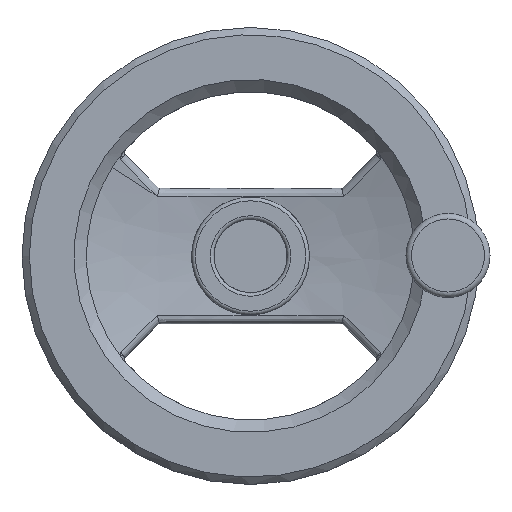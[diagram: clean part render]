
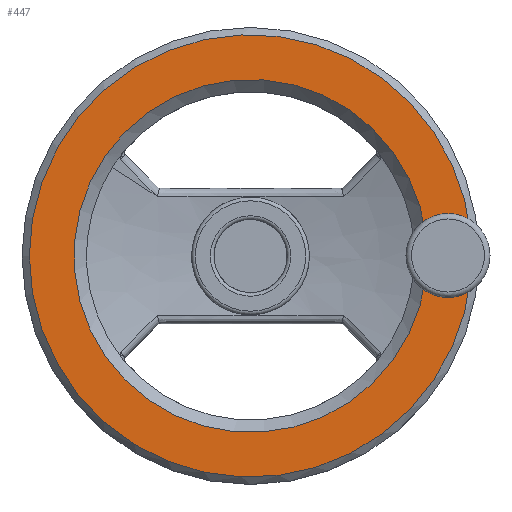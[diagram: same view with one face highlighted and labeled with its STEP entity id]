
A CAD part, top view. The second image highlights one B-rep face of the part: STEP entity #447.
In plain terms, the highlighted planar face has unit normal (0, 0, 1).
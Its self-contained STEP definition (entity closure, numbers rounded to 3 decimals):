
#447 = ADVANCED_FACE( '', ( #981 ), #982, .F. );
#981 = FACE_OUTER_BOUND( '', #3550, .T. );
#982 = PLANE( '', #3551 );
#3550 = EDGE_LOOP( '', ( #5044, #5045, #5046, #5047 ) );
#3551 = AXIS2_PLACEMENT_3D( '', #5048, #5049, #5050 );
#5044 = ORIENTED_EDGE( '', *, *, #5525, .T. );
#5045 = ORIENTED_EDGE( '', *, *, #5517, .F. );
#5046 = ORIENTED_EDGE( '', *, *, #5523, .T. );
#5047 = ORIENTED_EDGE( '', *, *, #5695, .T. );
#5048 = CARTESIAN_POINT( '', ( 0., 62.5, 30. ) );
#5049 = DIRECTION( '', ( 0., 0., -1. ) );
#5050 = DIRECTION( '', ( -1., 0., 0. ) );
#5517 = EDGE_CURVE( '', #6137, #6138, #6139, .T. );
#5523 = EDGE_CURVE( '', #6137, #5776, #6147, .F. );
#5525 = EDGE_CURVE( '', #5777, #6138, #6149, .F. );
#5695 = EDGE_CURVE( '', #5776, #5777, #6373, .F. );
#5776 = VERTEX_POINT( '', #6642 );
#5777 = VERTEX_POINT( '', #6643 );
#6137 = VERTEX_POINT( '', #7848 );
#6138 = VERTEX_POINT( '', #7849 );
#6139 = CIRCLE( '', #7850, 48.27 );
#6147 = CIRCLE( '', #7858, 8. );
#6149 = CIRCLE( '', #7860, 8. );
#6373 = CIRCLE( '', #8925, 60.5 );
#6642 = CARTESIAN_POINT( '', ( 60.299, 4.932, 30. ) );
#6643 = CARTESIAN_POINT( '', ( 60.299, -4.932, 30. ) );
#7848 = CARTESIAN_POINT( '', ( 47.981, 5.27, 30. ) );
#7849 = CARTESIAN_POINT( '', ( 47.981, -5.27, 30. ) );
#7850 = AXIS2_PLACEMENT_3D( '', #9363, #9364, #9365 );
#7858 = AXIS2_PLACEMENT_3D( '', #9375, #9376, #9377 );
#7860 = AXIS2_PLACEMENT_3D( '', #9381, #9382, #9383 );
#8925 = AXIS2_PLACEMENT_3D( '', #9536, #9537, #9538 );
#9363 = CARTESIAN_POINT( '', ( 0., 0., 30. ) );
#9364 = DIRECTION( '', ( 0., 0., 1. ) );
#9365 = DIRECTION( '', ( 1., 0., 0. ) );
#9375 = CARTESIAN_POINT( '', ( 54., 0., 30. ) );
#9376 = DIRECTION( '', ( 0., 0., 1. ) );
#9377 = DIRECTION( '', ( 0., 1., 0. ) );
#9381 = CARTESIAN_POINT( '', ( 54., 0., 30. ) );
#9382 = DIRECTION( '', ( 0., 0., 1. ) );
#9383 = DIRECTION( '', ( 0., 1., 0. ) );
#9536 = CARTESIAN_POINT( '', ( 0., 0., 30. ) );
#9537 = DIRECTION( '', ( 0., 0., -1. ) );
#9538 = DIRECTION( '', ( -1., 0., 0. ) );
